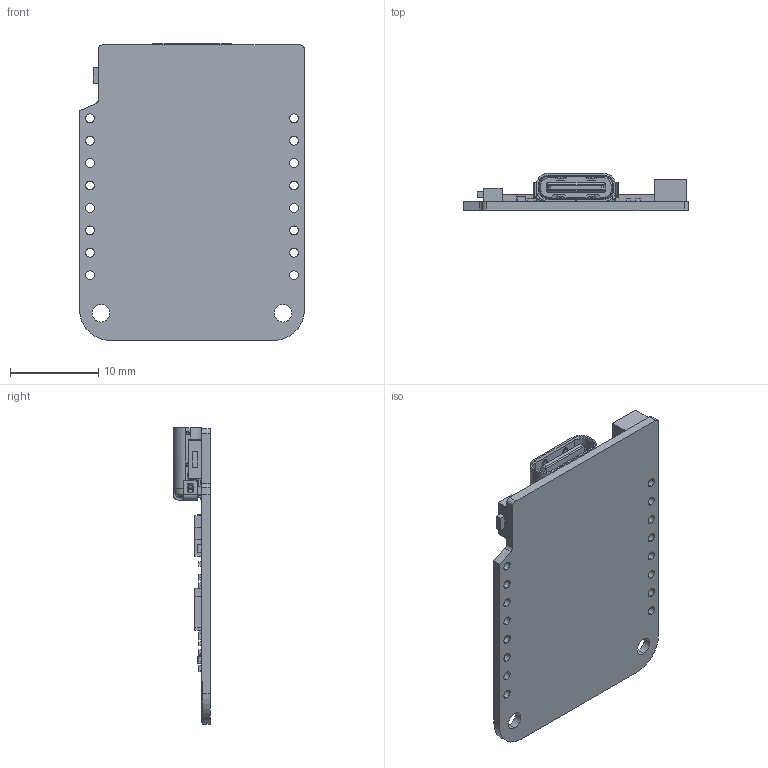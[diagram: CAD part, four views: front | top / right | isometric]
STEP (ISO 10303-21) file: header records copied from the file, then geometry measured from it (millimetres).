
FILE_DESCRIPTION(('FreeCAD Model'),'2;1');
FILE_NAME('Open CASCADE Shape Model','2025-05-09T15:56:54',(''),(''), 'Open CASCADE STEP processor 7.8','FreeCAD','Unknown');
FILE_SCHEMA(('AUTOMOTIVE_DESIGN { 1 0 10303 214 1 1 1 1 }'));
Length unit declared in the file: millimetre
Products named in the file (18): wemos d1 mini V001; USB C + USB A 3.1.stp015; USB C + USB A 3.1.stp; USB C + USB A 3.1.stp001; USB C + USB A 3.1.stp002; USB C + USB A 3.1.stp003; USB C + USB A 3.1.stp004; USB C + USB A 3.1.stp005; USB C + USB A 3.1.stp006; USB C + USB A 3.1.stp007; USB C + USB A 3.1.stp008; USB C + USB A 3.1.stp009; USB C + USB A 3.1.stp010; USB C + USB A 3.1.stp011; USB C + USB A 3.1.stp012; USB C + USB A 3.1.stp013; USB C + USB A 3.1.stp014; main board
Assembly tree (17 placements, depth 3):
  wemos d1 mini V001
    USB C + USB A 3.1.stp015
      USB C + USB A 3.1.stp
      USB C + USB A 3.1.stp001
      USB C + USB A 3.1.stp002
      USB C + USB A 3.1.stp003
      USB C + USB A 3.1.stp004
      USB C + USB A 3.1.stp005
      USB C + USB A 3.1.stp006
      USB C + USB A 3.1.stp007
      USB C + USB A 3.1.stp008
      USB C + USB A 3.1.stp009
      USB C + USB A 3.1.stp010
      USB C + USB A 3.1.stp011
      USB C + USB A 3.1.stp012
      USB C + USB A 3.1.stp013
      USB C + USB A 3.1.stp014
    main board
Bounding box: 25.5 x 4.15 x 33.65 mm (x, y, z)
Volume: 1059.1 mm3; surface area: 2560.9 mm2
Topology: 16 solids, 16 shells, 1484 faces, 3947 edges, 2554 vertices
Faces by surface type: bspline 1217, plane 214, cylinder 49, revolution 4
Entity records: 52859 total; most frequent: CARTESIAN_POINT 21598, ORIENTED_EDGE 7886, EDGE_CURVE 3943, B_SPLINE_CURVE_WITH_KNOTS 2713, VERTEX_POINT 2554, FACE_BOUND 1619, EDGE_LOOP 1619, ADVANCED_FACE 1484
